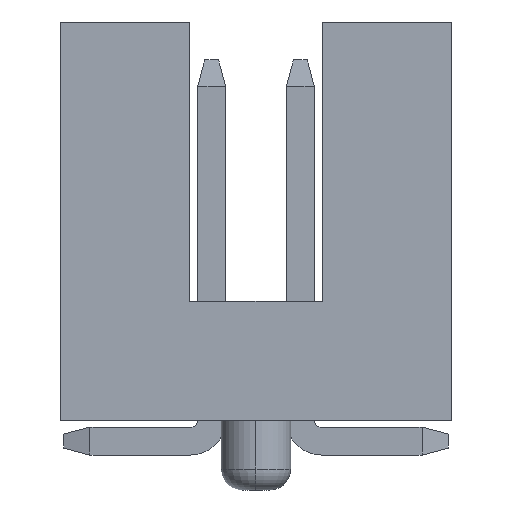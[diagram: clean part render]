
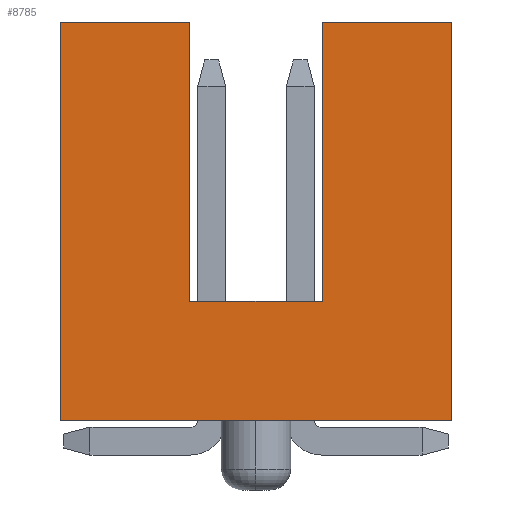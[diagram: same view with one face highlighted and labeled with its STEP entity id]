
A CAD part, left-side view. The second image highlights one B-rep face of the part: STEP entity #8785.
In plain terms, the highlighted planar face has unit normal (-1, 0, 0).
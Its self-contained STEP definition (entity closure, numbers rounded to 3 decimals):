
#10 = EDGE_CURVE ( 'NONE', #1058, #3827, #9308, .T. ) ;
#201 = PLANE ( 'NONE',  #8887 ) ;
#234 = CARTESIAN_POINT ( 'NONE',  ( 16.28, -0.95, 1.7 ) ) ;
#901 = CARTESIAN_POINT ( 'NONE',  ( 16.28, 2.8, 5.7 ) ) ;
#1058 = VERTEX_POINT ( 'NONE', #4920 ) ;
#1105 = DIRECTION ( 'NONE',  ( 0., 0., 1. ) ) ;
#2141 = ORIENTED_EDGE ( 'NONE', *, *, #4598, .T. ) ;
#2260 = DIRECTION ( 'NONE',  ( 0., -1., 0. ) ) ;
#2459 = VERTEX_POINT ( 'NONE', #9441 ) ;
#2473 = ORIENTED_EDGE ( 'NONE', *, *, #6442, .T. ) ;
#2548 = ORIENTED_EDGE ( 'NONE', *, *, #9378, .T. ) ;
#2903 = VECTOR ( 'NONE', #4119, 1000. ) ;
#2912 = EDGE_LOOP ( 'NONE', ( #5440, #2548, #7002, #3207, #2473, #3464, #9195, #2141 ) ) ;
#2937 = LINE ( 'NONE', #11206, #6598 ) ;
#3207 = ORIENTED_EDGE ( 'NONE', *, *, #9346, .T. ) ;
#3464 = ORIENTED_EDGE ( 'NONE', *, *, #7472, .F. ) ;
#3806 = LINE ( 'NONE', #10822, #6135 ) ;
#3827 = VERTEX_POINT ( 'NONE', #6912 ) ;
#4003 = CARTESIAN_POINT ( 'NONE',  ( 16.28, 2.8, 5.7 ) ) ;
#4009 = VECTOR ( 'NONE', #12798, 1000. ) ;
#4032 = VERTEX_POINT ( 'NONE', #234 ) ;
#4119 = DIRECTION ( 'NONE',  ( 0., -1., 0. ) ) ;
#4193 = DIRECTION ( 'NONE',  ( 0., 0., -1. ) ) ;
#4363 = VERTEX_POINT ( 'NONE', #11106 ) ;
#4377 = CARTESIAN_POINT ( 'NONE',  ( 16.28, 0.95, 1.7 ) ) ;
#4598 = EDGE_CURVE ( 'NONE', #1058, #4032, #11804, .T. ) ;
#4919 = VECTOR ( 'NONE', #4193, 1000. ) ;
#4920 = CARTESIAN_POINT ( 'NONE',  ( 16.28, -0.95, 5.7 ) ) ;
#5440 = ORIENTED_EDGE ( 'NONE', *, *, #10720, .T. ) ;
#5464 = VERTEX_POINT ( 'NONE', #4377 ) ;
#5629 = VECTOR ( 'NONE', #8174, 1000. ) ;
#6135 = VECTOR ( 'NONE', #9850, 1000. ) ;
#6330 = VECTOR ( 'NONE', #2260, 1000. ) ;
#6442 = EDGE_CURVE ( 'NONE', #4363, #7663, #6990, .T. ) ;
#6598 = VECTOR ( 'NONE', #1105, 1000. ) ;
#6631 = CARTESIAN_POINT ( 'NONE',  ( 16.28, -0.95, 5.7 ) ) ;
#6912 = CARTESIAN_POINT ( 'NONE',  ( 16.28, -2.8, 5.7 ) ) ;
#6944 = LINE ( 'NONE', #12928, #4009 ) ;
#6990 = LINE ( 'NONE', #8057, #2903 ) ;
#7002 = ORIENTED_EDGE ( 'NONE', *, *, #10628, .F. ) ;
#7090 = LINE ( 'NONE', #8026, #6330 ) ;
#7213 = FACE_OUTER_BOUND ( 'NONE', #2912, .T. ) ;
#7334 = VECTOR ( 'NONE', #10818, 1000. ) ;
#7472 = EDGE_CURVE ( 'NONE', #3827, #7663, #3806, .T. ) ;
#7663 = VERTEX_POINT ( 'NONE', #12071 ) ;
#8026 = CARTESIAN_POINT ( 'NONE',  ( 16.28, -2.8, 5.7 ) ) ;
#8057 = CARTESIAN_POINT ( 'NONE',  ( 16.28, -2.8, 0. ) ) ;
#8058 = LINE ( 'NONE', #901, #4919 ) ;
#8104 = CARTESIAN_POINT ( 'NONE',  ( 16.28, -2.8, 5.7 ) ) ;
#8174 = DIRECTION ( 'NONE',  ( 0., -1., 0. ) ) ;
#8345 = DIRECTION ( 'NONE',  ( 1., 0., 0. ) ) ;
#8785 = ADVANCED_FACE ( 'NONE', ( #7213 ), #201, .F. ) ;
#8887 = AXIS2_PLACEMENT_3D ( 'NONE', #9126, #8345, #10102 ) ;
#9126 = CARTESIAN_POINT ( 'NONE',  ( 16.28, -2.8, 5.7 ) ) ;
#9195 = ORIENTED_EDGE ( 'NONE', *, *, #10, .F. ) ;
#9308 = LINE ( 'NONE', #8104, #5629 ) ;
#9346 = EDGE_CURVE ( 'NONE', #10899, #4363, #8058, .T. ) ;
#9378 = EDGE_CURVE ( 'NONE', #5464, #2459, #2937, .T. ) ;
#9441 = CARTESIAN_POINT ( 'NONE',  ( 16.28, 0.95, 5.7 ) ) ;
#9850 = DIRECTION ( 'NONE',  ( 0., 0., -1. ) ) ;
#10102 = DIRECTION ( 'NONE',  ( 0., 0., -1. ) ) ;
#10628 = EDGE_CURVE ( 'NONE', #10899, #2459, #7090, .T. ) ;
#10720 = EDGE_CURVE ( 'NONE', #4032, #5464, #6944, .T. ) ;
#10818 = DIRECTION ( 'NONE',  ( 0., 0., -1. ) ) ;
#10822 = CARTESIAN_POINT ( 'NONE',  ( 16.28, -2.8, 5.7 ) ) ;
#10899 = VERTEX_POINT ( 'NONE', #4003 ) ;
#11106 = CARTESIAN_POINT ( 'NONE',  ( 16.28, 2.8, 0. ) ) ;
#11206 = CARTESIAN_POINT ( 'NONE',  ( 16.28, 0.95, 5.7 ) ) ;
#11804 = LINE ( 'NONE', #6631, #7334 ) ;
#12071 = CARTESIAN_POINT ( 'NONE',  ( 16.28, -2.8, 0. ) ) ;
#12798 = DIRECTION ( 'NONE',  ( 0., 1., 0. ) ) ;
#12928 = CARTESIAN_POINT ( 'NONE',  ( 16.28, -2.8, 1.7 ) ) ;
